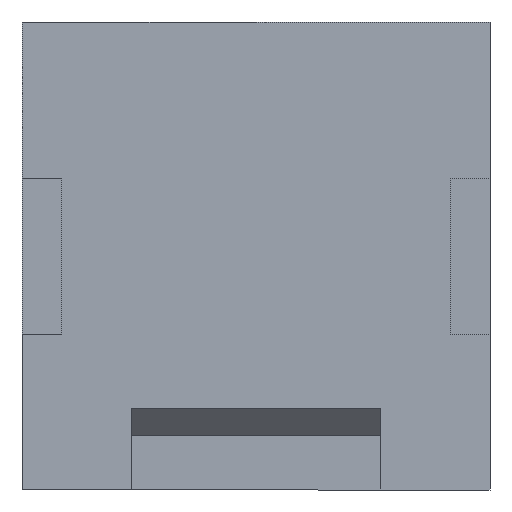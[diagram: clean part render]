
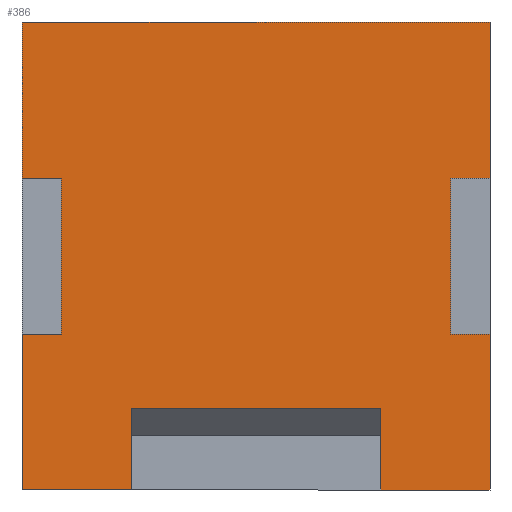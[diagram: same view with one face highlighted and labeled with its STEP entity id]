
A CAD part, front view. The second image highlights one B-rep face of the part: STEP entity #386.
In plain terms, the highlighted planar face has unit normal (0, -1, 0).
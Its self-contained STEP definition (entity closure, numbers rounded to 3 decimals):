
#23 = LINE ( 'NONE', #1544, #838 ) ;
#34 = EDGE_CURVE ( 'NONE', #125, #368, #161, .T. ) ;
#44 = LINE ( 'NONE', #1568, #1521 ) ;
#64 = EDGE_CURVE ( 'NONE', #182, #1278, #1445, .T. ) ;
#65 = DIRECTION ( 'NONE',  ( 0., 0., 1. ) ) ;
#72 = DIRECTION ( 'NONE',  ( 1., 0., 0. ) ) ;
#74 = LINE ( 'NONE', #1373, #1129 ) ;
#86 = CARTESIAN_POINT ( 'NONE',  ( 6., 0., -6. ) ) ;
#89 = CARTESIAN_POINT ( 'NONE',  ( 6., 0., -6. ) ) ;
#104 = CARTESIAN_POINT ( 'NONE',  ( -6., 0., 6. ) ) ;
#116 = DIRECTION ( 'NONE',  ( 0., 0., 1. ) ) ;
#121 = VECTOR ( 'NONE', #1327, 1000. ) ;
#125 = VERTEX_POINT ( 'NONE', #1331 ) ;
#141 = EDGE_CURVE ( 'NONE', #803, #318, #458, .T. ) ;
#161 = LINE ( 'NONE', #470, #455 ) ;
#164 = EDGE_CURVE ( 'NONE', #677, #615, #44, .T. ) ;
#180 = VECTOR ( 'NONE', #344, 1000. ) ;
#182 = VERTEX_POINT ( 'NONE', #207 ) ;
#185 = CARTESIAN_POINT ( 'NONE',  ( -6., 0., 6. ) ) ;
#190 = VECTOR ( 'NONE', #250, 1000. ) ;
#207 = CARTESIAN_POINT ( 'NONE',  ( 6., 0., 6. ) ) ;
#222 = AXIS2_PLACEMENT_3D ( 'NONE', #1385, #645, #866 ) ;
#223 = VERTEX_POINT ( 'NONE', #346 ) ;
#228 = PLANE ( 'NONE',  #222 ) ;
#250 = DIRECTION ( 'NONE',  ( 0., 0., 1. ) ) ;
#256 = DIRECTION ( 'NONE',  ( -1., 0., 0. ) ) ;
#259 = LINE ( 'NONE', #986, #190 ) ;
#284 = VECTOR ( 'NONE', #415, 1000. ) ;
#287 = ORIENTED_EDGE ( 'NONE', *, *, #1121, .F. ) ;
#293 = EDGE_CURVE ( 'NONE', #389, #1276, #973, .T. ) ;
#295 = CARTESIAN_POINT ( 'NONE',  ( -6., 0., 2. ) ) ;
#315 = VERTEX_POINT ( 'NONE', #104 ) ;
#318 = VERTEX_POINT ( 'NONE', #1093 ) ;
#322 = VECTOR ( 'NONE', #1134, 1000. ) ;
#340 = EDGE_CURVE ( 'NONE', #426, #615, #817, .T. ) ;
#344 = DIRECTION ( 'NONE',  ( 0., 0., -1. ) ) ;
#346 = CARTESIAN_POINT ( 'NONE',  ( -3.2, 0., -3.9 ) ) ;
#350 = CARTESIAN_POINT ( 'NONE',  ( 6., 0., 6. ) ) ;
#354 = CARTESIAN_POINT ( 'NONE',  ( -5., 0., 2. ) ) ;
#361 = VECTOR ( 'NONE', #379, 1000. ) ;
#368 = VERTEX_POINT ( 'NONE', #1220 ) ;
#379 = DIRECTION ( 'NONE',  ( 0., 0., -1. ) ) ;
#386 = ADVANCED_FACE ( 'NONE', ( #1067 ), #228, .F. ) ;
#389 = VERTEX_POINT ( 'NONE', #86 ) ;
#405 = EDGE_CURVE ( 'NONE', #803, #223, #74, .T. ) ;
#415 = DIRECTION ( 'NONE',  ( 0., 0., 1. ) ) ;
#425 = CARTESIAN_POINT ( 'NONE',  ( 6., 0., 2. ) ) ;
#426 = VERTEX_POINT ( 'NONE', #1241 ) ;
#455 = VECTOR ( 'NONE', #479, 1000. ) ;
#458 = LINE ( 'NONE', #689, #121 ) ;
#467 = EDGE_CURVE ( 'NONE', #938, #1276, #1382, .T. ) ;
#470 = CARTESIAN_POINT ( 'NONE',  ( -5., 0., -2. ) ) ;
#479 = DIRECTION ( 'NONE',  ( -1., 0., 0. ) ) ;
#487 = VECTOR ( 'NONE', #256, 1000. ) ;
#511 = LINE ( 'NONE', #185, #1128 ) ;
#547 = ORIENTED_EDGE ( 'NONE', *, *, #34, .T. ) ;
#587 = EDGE_CURVE ( 'NONE', #318, #368, #511, .T. ) ;
#615 = VERTEX_POINT ( 'NONE', #1048 ) ;
#628 = CARTESIAN_POINT ( 'NONE',  ( 3.2, 0., -3.9 ) ) ;
#645 = DIRECTION ( 'NONE',  ( 0., 1., 0. ) ) ;
#648 = VECTOR ( 'NONE', #1218, 1000. ) ;
#677 = VERTEX_POINT ( 'NONE', #960 ) ;
#689 = CARTESIAN_POINT ( 'NONE',  ( 6., 0., -6. ) ) ;
#698 = LINE ( 'NONE', #778, #284 ) ;
#742 = VECTOR ( 'NONE', #963, 1000. ) ;
#755 = LINE ( 'NONE', #1233, #1378 ) ;
#778 = CARTESIAN_POINT ( 'NONE',  ( -5., 0., -2. ) ) ;
#788 = ORIENTED_EDGE ( 'NONE', *, *, #1409, .F. ) ;
#803 = VERTEX_POINT ( 'NONE', #1333 ) ;
#814 = ORIENTED_EDGE ( 'NONE', *, *, #293, .F. ) ;
#817 = LINE ( 'NONE', #1081, #927 ) ;
#838 = VECTOR ( 'NONE', #72, 1000. ) ;
#842 = ORIENTED_EDGE ( 'NONE', *, *, #1065, .F. ) ;
#866 = DIRECTION ( 'NONE',  ( 0., 0., 1. ) ) ;
#896 = EDGE_LOOP ( 'NONE', ( #1324, #1407, #814, #788, #1025, #1179, #969, #1563, #1027, #905, #842, #287, #547, #1003, #1159, #1368 ) ) ;
#905 = ORIENTED_EDGE ( 'NONE', *, *, #1531, .F. ) ;
#927 = VECTOR ( 'NONE', #1479, 1000. ) ;
#938 = VERTEX_POINT ( 'NONE', #628 ) ;
#952 = LINE ( 'NONE', #350, #180 ) ;
#960 = CARTESIAN_POINT ( 'NONE',  ( 5., 0., 2. ) ) ;
#963 = DIRECTION ( 'NONE',  ( 0., 0., -1. ) ) ;
#969 = ORIENTED_EDGE ( 'NONE', *, *, #1590, .T. ) ;
#973 = LINE ( 'NONE', #89, #648 ) ;
#986 = CARTESIAN_POINT ( 'NONE',  ( -6., 0., 6. ) ) ;
#1003 = ORIENTED_EDGE ( 'NONE', *, *, #587, .F. ) ;
#1025 = ORIENTED_EDGE ( 'NONE', *, *, #340, .T. ) ;
#1027 = ORIENTED_EDGE ( 'NONE', *, *, #1195, .F. ) ;
#1048 = CARTESIAN_POINT ( 'NONE',  ( 5., 0., -2. ) ) ;
#1065 = EDGE_CURVE ( 'NONE', #1435, #1136, #1364, .T. ) ;
#1067 = FACE_OUTER_BOUND ( 'NONE', #896, .T. ) ;
#1081 = CARTESIAN_POINT ( 'NONE',  ( 0., 0., -2. ) ) ;
#1093 = CARTESIAN_POINT ( 'NONE',  ( -6., 0., -6. ) ) ;
#1115 = CARTESIAN_POINT ( 'NONE',  ( 3.2, 0., 0. ) ) ;
#1121 = EDGE_CURVE ( 'NONE', #125, #1435, #698, .T. ) ;
#1128 = VECTOR ( 'NONE', #65, 1000. ) ;
#1129 = VECTOR ( 'NONE', #116, 1000. ) ;
#1134 = DIRECTION ( 'NONE',  ( -1., 0., 0. ) ) ;
#1136 = VERTEX_POINT ( 'NONE', #295 ) ;
#1159 = ORIENTED_EDGE ( 'NONE', *, *, #141, .F. ) ;
#1179 = ORIENTED_EDGE ( 'NONE', *, *, #164, .F. ) ;
#1195 = EDGE_CURVE ( 'NONE', #315, #182, #23, .T. ) ;
#1202 = DIRECTION ( 'NONE',  ( 0., 0., -1. ) ) ;
#1218 = DIRECTION ( 'NONE',  ( -1., 0., 0. ) ) ;
#1220 = CARTESIAN_POINT ( 'NONE',  ( -6., 0., -2. ) ) ;
#1225 = CARTESIAN_POINT ( 'NONE',  ( 0., 0., -3.9 ) ) ;
#1233 = CARTESIAN_POINT ( 'NONE',  ( 0., 0., 2. ) ) ;
#1241 = CARTESIAN_POINT ( 'NONE',  ( 6., 0., -2. ) ) ;
#1276 = VERTEX_POINT ( 'NONE', #1294 ) ;
#1278 = VERTEX_POINT ( 'NONE', #425 ) ;
#1294 = CARTESIAN_POINT ( 'NONE',  ( 3.2, 0., -6. ) ) ;
#1324 = ORIENTED_EDGE ( 'NONE', *, *, #1482, .F. ) ;
#1327 = DIRECTION ( 'NONE',  ( -1., 0., 0. ) ) ;
#1331 = CARTESIAN_POINT ( 'NONE',  ( -5., 0., -2. ) ) ;
#1333 = CARTESIAN_POINT ( 'NONE',  ( -3.2, 0., -6. ) ) ;
#1364 = LINE ( 'NONE', #1496, #322 ) ;
#1368 = ORIENTED_EDGE ( 'NONE', *, *, #405, .T. ) ;
#1373 = CARTESIAN_POINT ( 'NONE',  ( -3.2, 0., 0. ) ) ;
#1378 = VECTOR ( 'NONE', #1473, 1000. ) ;
#1382 = LINE ( 'NONE', #1115, #361 ) ;
#1385 = CARTESIAN_POINT ( 'NONE',  ( 0., 0., 0. ) ) ;
#1407 = ORIENTED_EDGE ( 'NONE', *, *, #467, .T. ) ;
#1409 = EDGE_CURVE ( 'NONE', #426, #389, #952, .T. ) ;
#1435 = VERTEX_POINT ( 'NONE', #354 ) ;
#1445 = LINE ( 'NONE', #1587, #742 ) ;
#1473 = DIRECTION ( 'NONE',  ( 1., 0., 0. ) ) ;
#1479 = DIRECTION ( 'NONE',  ( -1., 0., 0. ) ) ;
#1482 = EDGE_CURVE ( 'NONE', #938, #223, #1514, .T. ) ;
#1496 = CARTESIAN_POINT ( 'NONE',  ( -5., 0., 2. ) ) ;
#1514 = LINE ( 'NONE', #1225, #487 ) ;
#1521 = VECTOR ( 'NONE', #1202, 1000. ) ;
#1531 = EDGE_CURVE ( 'NONE', #1136, #315, #259, .T. ) ;
#1544 = CARTESIAN_POINT ( 'NONE',  ( 6., 0., 6. ) ) ;
#1563 = ORIENTED_EDGE ( 'NONE', *, *, #64, .F. ) ;
#1568 = CARTESIAN_POINT ( 'NONE',  ( 5., 0., 0. ) ) ;
#1587 = CARTESIAN_POINT ( 'NONE',  ( 6., 0., 6. ) ) ;
#1590 = EDGE_CURVE ( 'NONE', #677, #1278, #755, .T. ) ;
